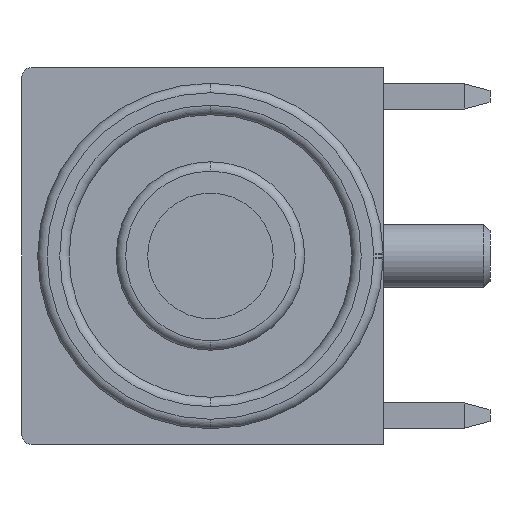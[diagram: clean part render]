
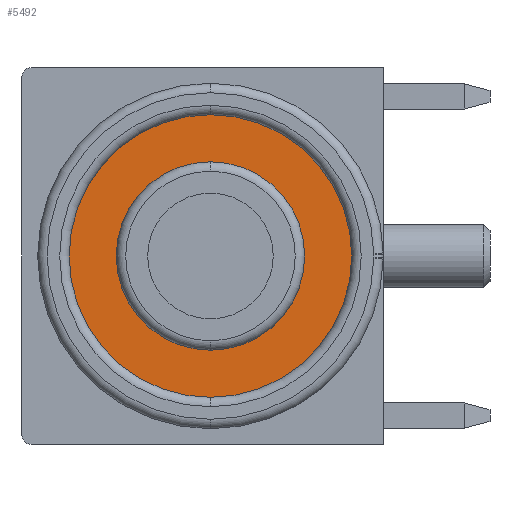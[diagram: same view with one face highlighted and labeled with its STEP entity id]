
A CAD part, left-side view. The second image highlights one B-rep face of the part: STEP entity #5492.
In plain terms, the highlighted planar face has unit normal (-1, 0, 0).
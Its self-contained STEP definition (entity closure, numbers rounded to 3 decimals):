
#4665 = CYLINDRICAL_SURFACE('',#4666,4.5);
#4666 = AXIS2_PLACEMENT_3D('',#4667,#4668,#4669);
#4667 = CARTESIAN_POINT('',(-26.22,5.5,0.));
#4668 = DIRECTION('',(1.,-0.,0.));
#4669 = DIRECTION('',(0.,0.,-1.));
#4726 = CYLINDRICAL_SURFACE('',#4727,3.);
#4727 = AXIS2_PLACEMENT_3D('',#4728,#4729,#4730);
#4728 = CARTESIAN_POINT('',(-26.22,5.5,0.));
#4729 = DIRECTION('',(1.,-0.,0.));
#4730 = DIRECTION('',(0.,0.,-1.));
#5025 = VERTEX_POINT('',#5026);
#5026 = CARTESIAN_POINT('',(-12.22,5.5,-4.5));
#5033 = CYLINDRICAL_SURFACE('',#5034,4.5);
#5034 = AXIS2_PLACEMENT_3D('',#5035,#5036,#5037);
#5035 = CARTESIAN_POINT('',(-26.22,5.5,0.));
#5036 = DIRECTION('',(1.,-0.,0.));
#5037 = DIRECTION('',(0.,0.,-1.));
#5052 = EDGE_CURVE('',#5025,#5053,#5055,.T.);
#5053 = VERTEX_POINT('',#5054);
#5054 = CARTESIAN_POINT('',(-12.22,5.5,4.5));
#5055 = SURFACE_CURVE('',#5056,(#5061,#5068),.PCURVE_S1.);
#5056 = CIRCLE('',#5057,4.5);
#5057 = AXIS2_PLACEMENT_3D('',#5058,#5059,#5060);
#5058 = CARTESIAN_POINT('',(-12.22,5.5,0.));
#5059 = DIRECTION('',(-1.,0.,0.));
#5060 = DIRECTION('',(0.,0.,1.));
#5061 = PCURVE('',#5033,#5062);
#5062 = DEFINITIONAL_REPRESENTATION('',(#5063),#5067);
#5063 = LINE('',#5064,#5065);
#5064 = CARTESIAN_POINT('',(9.425,14.));
#5065 = VECTOR('',#5066,1.);
#5066 = DIRECTION('',(-1.,0.));
#5067 = ( GEOMETRIC_REPRESENTATION_CONTEXT(2) 
PARAMETRIC_REPRESENTATION_CONTEXT() REPRESENTATION_CONTEXT('2D SPACE',''
  ) );
#5068 = PCURVE('',#5069,#5074);
#5069 = PLANE('',#5070);
#5070 = AXIS2_PLACEMENT_3D('',#5071,#5072,#5073);
#5071 = CARTESIAN_POINT('',(-12.22,11.5,6.));
#5072 = DIRECTION('',(1.,0.,0.));
#5073 = DIRECTION('',(0.,0.,-1.));
#5074 = DEFINITIONAL_REPRESENTATION('',(#5075),#5083);
#5075 = ( BOUNDED_CURVE() B_SPLINE_CURVE(2,(#5076,#5077,#5078,#5079,
#5080,#5081,#5082),.UNSPECIFIED.,.T.,.F.) B_SPLINE_CURVE_WITH_KNOTS((1,2
    ,2,2,2,1),(-2.094,0.,2.094,4.189,
6.283,8.378),.UNSPECIFIED.) CURVE() 
GEOMETRIC_REPRESENTATION_ITEM() RATIONAL_B_SPLINE_CURVE((1.,0.5,1.,0.5,
1.,0.5,1.)) REPRESENTATION_ITEM('') );
#5076 = CARTESIAN_POINT('',(1.5,-6.));
#5077 = CARTESIAN_POINT('',(1.5,1.794));
#5078 = CARTESIAN_POINT('',(8.25,-2.103));
#5079 = CARTESIAN_POINT('',(15.,-6.));
#5080 = CARTESIAN_POINT('',(8.25,-9.897));
#5081 = CARTESIAN_POINT('',(1.5,-13.794));
#5082 = CARTESIAN_POINT('',(1.5,-6.));
#5083 = ( GEOMETRIC_REPRESENTATION_CONTEXT(2) 
PARAMETRIC_REPRESENTATION_CONTEXT() REPRESENTATION_CONTEXT('2D SPACE',''
  ) );
#5301 = VERTEX_POINT('',#5302);
#5302 = CARTESIAN_POINT('',(-12.22,5.5,3.));
#5316 = CYLINDRICAL_SURFACE('',#5317,3.);
#5317 = AXIS2_PLACEMENT_3D('',#5318,#5319,#5320);
#5318 = CARTESIAN_POINT('',(-26.22,5.5,0.));
#5319 = DIRECTION('',(1.,-0.,0.));
#5320 = DIRECTION('',(0.,0.,-1.));
#5328 = EDGE_CURVE('',#5301,#5329,#5331,.T.);
#5329 = VERTEX_POINT('',#5330);
#5330 = CARTESIAN_POINT('',(-12.22,5.5,-3.));
#5331 = SURFACE_CURVE('',#5332,(#5337,#5344),.PCURVE_S1.);
#5332 = CIRCLE('',#5333,3.);
#5333 = AXIS2_PLACEMENT_3D('',#5334,#5335,#5336);
#5334 = CARTESIAN_POINT('',(-12.22,5.5,0.));
#5335 = DIRECTION('',(-1.,-0.,0.));
#5336 = DIRECTION('',(0.,0.,-1.));
#5337 = PCURVE('',#4726,#5338);
#5338 = DEFINITIONAL_REPRESENTATION('',(#5339),#5343);
#5339 = LINE('',#5340,#5341);
#5340 = CARTESIAN_POINT('',(6.283,14.));
#5341 = VECTOR('',#5342,1.);
#5342 = DIRECTION('',(-1.,0.));
#5343 = ( GEOMETRIC_REPRESENTATION_CONTEXT(2) 
PARAMETRIC_REPRESENTATION_CONTEXT() REPRESENTATION_CONTEXT('2D SPACE',''
  ) );
#5344 = PCURVE('',#5069,#5345);
#5345 = DEFINITIONAL_REPRESENTATION('',(#5346),#5354);
#5346 = ( BOUNDED_CURVE() B_SPLINE_CURVE(2,(#5347,#5348,#5349,#5350,
#5351,#5352,#5353),.UNSPECIFIED.,.T.,.F.) B_SPLINE_CURVE_WITH_KNOTS((1,2
    ,2,2,2,1),(-2.094,0.,2.094,4.189,
6.283,8.378),.UNSPECIFIED.) CURVE() 
GEOMETRIC_REPRESENTATION_ITEM() RATIONAL_B_SPLINE_CURVE((1.,0.5,1.,0.5,
1.,0.5,1.)) REPRESENTATION_ITEM('') );
#5347 = CARTESIAN_POINT('',(9.,-6.));
#5348 = CARTESIAN_POINT('',(9.,-11.196));
#5349 = CARTESIAN_POINT('',(4.5,-8.598));
#5350 = CARTESIAN_POINT('',(0.,-6.));
#5351 = CARTESIAN_POINT('',(4.5,-3.402));
#5352 = CARTESIAN_POINT('',(9.,-0.804));
#5353 = CARTESIAN_POINT('',(9.,-6.));
#5354 = ( GEOMETRIC_REPRESENTATION_CONTEXT(2) 
PARAMETRIC_REPRESENTATION_CONTEXT() REPRESENTATION_CONTEXT('2D SPACE',''
  ) );
#5492 = ADVANCED_FACE('',(#5493,#5522),#5069,.F.);
#5493 = FACE_BOUND('',#5494,.T.);
#5494 = EDGE_LOOP('',(#5495,#5496));
#5495 = ORIENTED_EDGE('',*,*,#5052,.T.);
#5496 = ORIENTED_EDGE('',*,*,#5497,.T.);
#5497 = EDGE_CURVE('',#5053,#5025,#5498,.T.);
#5498 = SURFACE_CURVE('',#5499,(#5504,#5515),.PCURVE_S1.);
#5499 = CIRCLE('',#5500,4.5);
#5500 = AXIS2_PLACEMENT_3D('',#5501,#5502,#5503);
#5501 = CARTESIAN_POINT('',(-12.22,5.5,0.));
#5502 = DIRECTION('',(-1.,0.,0.));
#5503 = DIRECTION('',(0.,0.,1.));
#5504 = PCURVE('',#5069,#5505);
#5505 = DEFINITIONAL_REPRESENTATION('',(#5506),#5514);
#5506 = ( BOUNDED_CURVE() B_SPLINE_CURVE(2,(#5507,#5508,#5509,#5510,
#5511,#5512,#5513),.UNSPECIFIED.,.T.,.F.) B_SPLINE_CURVE_WITH_KNOTS((1,2
    ,2,2,2,1),(-2.094,0.,2.094,4.189,
6.283,8.378),.UNSPECIFIED.) CURVE() 
GEOMETRIC_REPRESENTATION_ITEM() RATIONAL_B_SPLINE_CURVE((1.,0.5,1.,0.5,
1.,0.5,1.)) REPRESENTATION_ITEM('') );
#5507 = CARTESIAN_POINT('',(1.5,-6.));
#5508 = CARTESIAN_POINT('',(1.5,1.794));
#5509 = CARTESIAN_POINT('',(8.25,-2.103));
#5510 = CARTESIAN_POINT('',(15.,-6.));
#5511 = CARTESIAN_POINT('',(8.25,-9.897));
#5512 = CARTESIAN_POINT('',(1.5,-13.794));
#5513 = CARTESIAN_POINT('',(1.5,-6.));
#5514 = ( GEOMETRIC_REPRESENTATION_CONTEXT(2) 
PARAMETRIC_REPRESENTATION_CONTEXT() REPRESENTATION_CONTEXT('2D SPACE',''
  ) );
#5515 = PCURVE('',#4665,#5516);
#5516 = DEFINITIONAL_REPRESENTATION('',(#5517),#5521);
#5517 = LINE('',#5518,#5519);
#5518 = CARTESIAN_POINT('',(3.142,14.));
#5519 = VECTOR('',#5520,1.);
#5520 = DIRECTION('',(-1.,0.));
#5521 = ( GEOMETRIC_REPRESENTATION_CONTEXT(2) 
PARAMETRIC_REPRESENTATION_CONTEXT() REPRESENTATION_CONTEXT('2D SPACE',''
  ) );
#5522 = FACE_BOUND('',#5523,.T.);
#5523 = EDGE_LOOP('',(#5524,#5550));
#5524 = ORIENTED_EDGE('',*,*,#5525,.F.);
#5525 = EDGE_CURVE('',#5329,#5301,#5526,.T.);
#5526 = SURFACE_CURVE('',#5527,(#5532,#5543),.PCURVE_S1.);
#5527 = CIRCLE('',#5528,3.);
#5528 = AXIS2_PLACEMENT_3D('',#5529,#5530,#5531);
#5529 = CARTESIAN_POINT('',(-12.22,5.5,0.));
#5530 = DIRECTION('',(-1.,-0.,0.));
#5531 = DIRECTION('',(0.,0.,-1.));
#5532 = PCURVE('',#5069,#5533);
#5533 = DEFINITIONAL_REPRESENTATION('',(#5534),#5542);
#5534 = ( BOUNDED_CURVE() B_SPLINE_CURVE(2,(#5535,#5536,#5537,#5538,
#5539,#5540,#5541),.UNSPECIFIED.,.T.,.F.) B_SPLINE_CURVE_WITH_KNOTS((1,2
    ,2,2,2,1),(-2.094,0.,2.094,4.189,
6.283,8.378),.UNSPECIFIED.) CURVE() 
GEOMETRIC_REPRESENTATION_ITEM() RATIONAL_B_SPLINE_CURVE((1.,0.5,1.,0.5,
1.,0.5,1.)) REPRESENTATION_ITEM('') );
#5535 = CARTESIAN_POINT('',(9.,-6.));
#5536 = CARTESIAN_POINT('',(9.,-11.196));
#5537 = CARTESIAN_POINT('',(4.5,-8.598));
#5538 = CARTESIAN_POINT('',(0.,-6.));
#5539 = CARTESIAN_POINT('',(4.5,-3.402));
#5540 = CARTESIAN_POINT('',(9.,-0.804));
#5541 = CARTESIAN_POINT('',(9.,-6.));
#5542 = ( GEOMETRIC_REPRESENTATION_CONTEXT(2) 
PARAMETRIC_REPRESENTATION_CONTEXT() REPRESENTATION_CONTEXT('2D SPACE',''
  ) );
#5543 = PCURVE('',#5316,#5544);
#5544 = DEFINITIONAL_REPRESENTATION('',(#5545),#5549);
#5545 = LINE('',#5546,#5547);
#5546 = CARTESIAN_POINT('',(6.283,14.));
#5547 = VECTOR('',#5548,1.);
#5548 = DIRECTION('',(-1.,0.));
#5549 = ( GEOMETRIC_REPRESENTATION_CONTEXT(2) 
PARAMETRIC_REPRESENTATION_CONTEXT() REPRESENTATION_CONTEXT('2D SPACE',''
  ) );
#5550 = ORIENTED_EDGE('',*,*,#5328,.F.);
